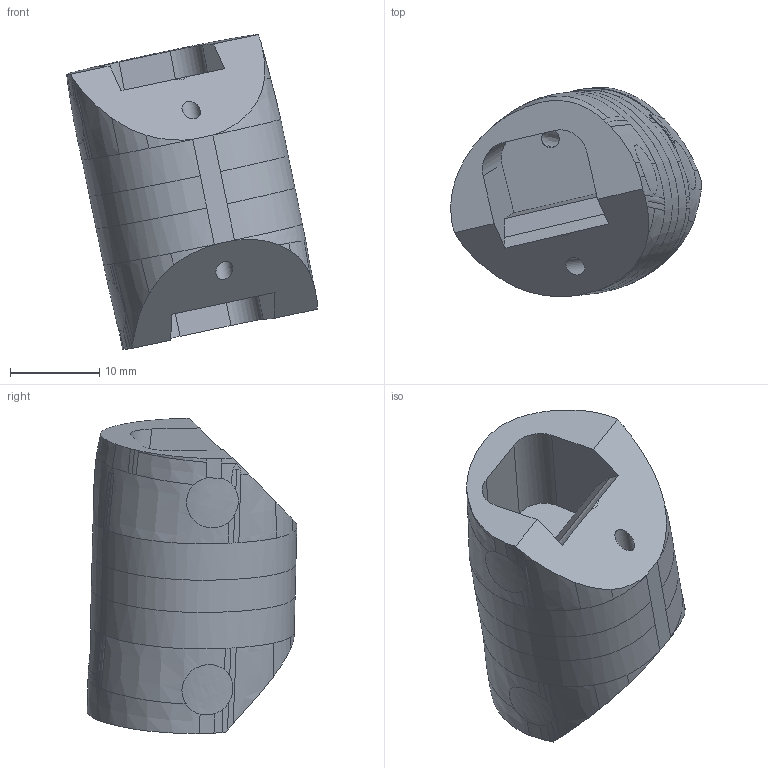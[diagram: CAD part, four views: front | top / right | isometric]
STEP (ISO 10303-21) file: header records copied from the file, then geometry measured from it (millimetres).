
FILE_DESCRIPTION(/* description */ (''),/* implementation_level */ '2;1');
FILE_NAME(/* name */ 'Finger 4B.step',/* time_stamp */ '2025-04-19T08:14:52+02:00',/* author */ (''),/* organization */ (''),/* preprocessor_version */ 'ST-DEVELOPER v20.1',/* originating_system */ 'Autodesk Translation Framework v14.4.0.0',/* authorisation */ '');
FILE_SCHEMA (('AUTOMOTIVE_DESIGN { 1 0 10303 214 3 1 1 }'));
Length unit declared in the file: millimetre
Products named in the file (1): Finger 4B
Bounding box: 28.16 x 23.52 x 35.38 mm (x, y, z)
Volume: 8461.9 mm3; surface area: 3739.4 mm2
Topology: 1 solids, 1 shells, 123 faces, 351 edges, 232 vertices
Faces by surface type: bspline 80, plane 34, cylinder 9
Full cylindrical faces by diameter (mm): 2 x3
Entity records: 31225 total; most frequent: CARTESIAN_POINT 28582, ORIENTED_EDGE 702, EDGE_CURVE 351, DIRECTION 276, VERTEX_POINT 232, B_SPLINE_CURVE_WITH_KNOTS 205, EDGE_LOOP 129, FACE_OUTER_BOUND 123
